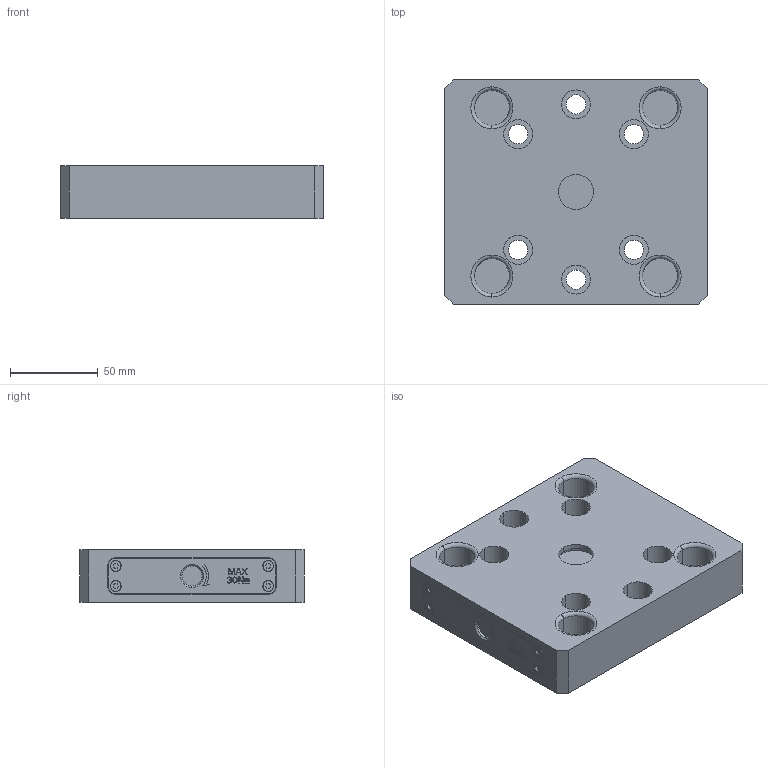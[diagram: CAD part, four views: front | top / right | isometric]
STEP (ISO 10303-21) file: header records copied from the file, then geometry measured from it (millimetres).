
FILE_DESCRIPTION((''),'2;1');
FILE_NAME('SK96-S195','2022-10-28T',('Administrator'),(''),'PRO/ENGINEER BY PARAMETRIC TECHNOLOGY CORPORATION, 2009360','PRO/ENGINEER BY PARAMETRIC TECHNOLOGY CORPORATION, 2009360','');
FILE_SCHEMA(('CONFIG_CONTROL_DESIGN'));
Length unit declared in the file: millimetre
Products named in the file (1): SK96-S195
Bounding box: 150 x 128 x 30 mm (x, y, z)
Volume: 513214.1 mm3; surface area: 72445.6 mm2
Topology: 1 solids, 9 shells, 756 faces, 2008 edges, 1322 vertices
Faces by surface type: plane 522, cylinder 138, cone 88, torus 8
Entity records: 23374 total; most frequent: CARTESIAN_POINT 4082, ORIENTED_EDGE 4008, DIRECTION 3956, EDGE_CURVE 2004, VECTOR 1564, LINE 1564, VERTEX_POINT 1322, AXIS2_PLACEMENT_3D 1196
